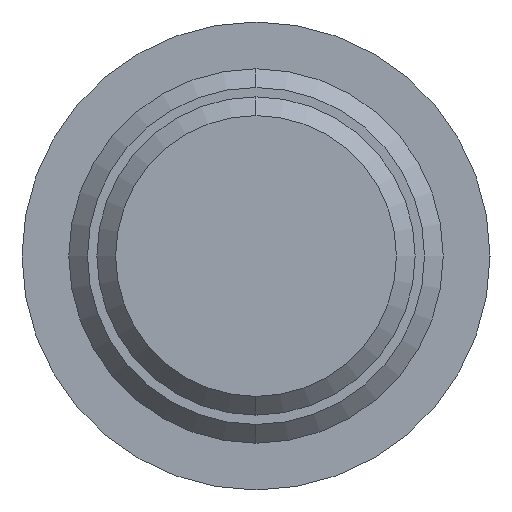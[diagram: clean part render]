
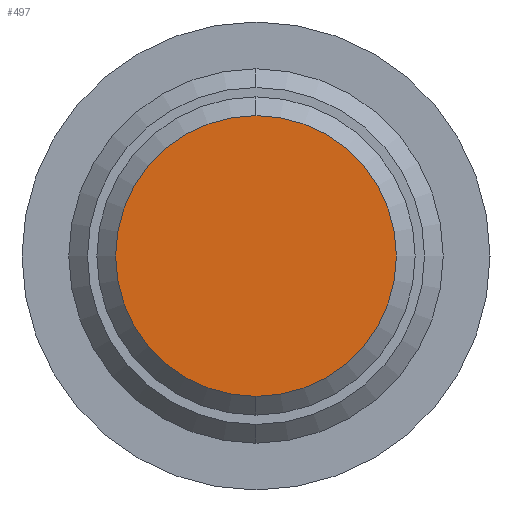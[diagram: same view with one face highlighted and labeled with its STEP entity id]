
A CAD part, left-side view. The second image highlights one B-rep face of the part: STEP entity #497.
In plain terms, the highlighted planar face has unit normal (-1, 0, 0).
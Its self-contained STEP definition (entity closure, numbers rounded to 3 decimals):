
#2 = DIRECTION ( 'NONE',  ( 0., 0., 1. ) ) ;
#6 = DIRECTION ( 'NONE',  ( -1., 0., 0. ) ) ;
#71 = DIRECTION ( 'NONE',  ( -1., 0., 0. ) ) ;
#102 = EDGE_LOOP ( 'NONE', ( #106, #521 ) ) ;
#106 = ORIENTED_EDGE ( 'NONE', *, *, #242, .T. ) ;
#136 = CARTESIAN_POINT ( 'NONE',  ( 0., 0., 7.5 ) ) ;
#194 = CIRCLE ( 'NONE', #437, 7.5 ) ;
#197 = EDGE_CURVE ( 'NONE', #367, #637, #194, .T. ) ;
#211 = DIRECTION ( 'NONE',  ( 0., 0., 1. ) ) ;
#238 = CARTESIAN_POINT ( 'NONE',  ( 0., 0., 0. ) ) ;
#242 = EDGE_CURVE ( 'NONE', #637, #367, #268, .T. ) ;
#255 = AXIS2_PLACEMENT_3D ( 'NONE', #477, #71, #211 ) ;
#268 = CIRCLE ( 'NONE', #255, 7.5 ) ;
#317 = PLANE ( 'NONE',  #362 ) ;
#362 = AXIS2_PLACEMENT_3D ( 'NONE', #472, #6, #2 ) ;
#367 = VERTEX_POINT ( 'NONE', #136 ) ;
#401 = DIRECTION ( 'NONE',  ( 0., 0., 1. ) ) ;
#415 = FACE_OUTER_BOUND ( 'NONE', #102, .T. ) ;
#437 = AXIS2_PLACEMENT_3D ( 'NONE', #238, #660, #401 ) ;
#472 = CARTESIAN_POINT ( 'NONE',  ( 0., 0., 0. ) ) ;
#477 = CARTESIAN_POINT ( 'NONE',  ( 0., 0., 0. ) ) ;
#497 = ADVANCED_FACE ( 'NONE', ( #415 ), #317, .T. ) ;
#521 = ORIENTED_EDGE ( 'NONE', *, *, #197, .T. ) ;
#637 = VERTEX_POINT ( 'NONE', #654 ) ;
#654 = CARTESIAN_POINT ( 'NONE',  ( 0., 0., -7.5 ) ) ;
#660 = DIRECTION ( 'NONE',  ( -1., 0., 0. ) ) ;
